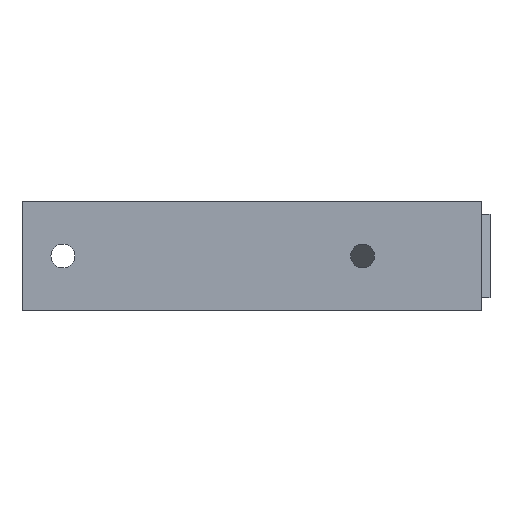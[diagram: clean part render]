
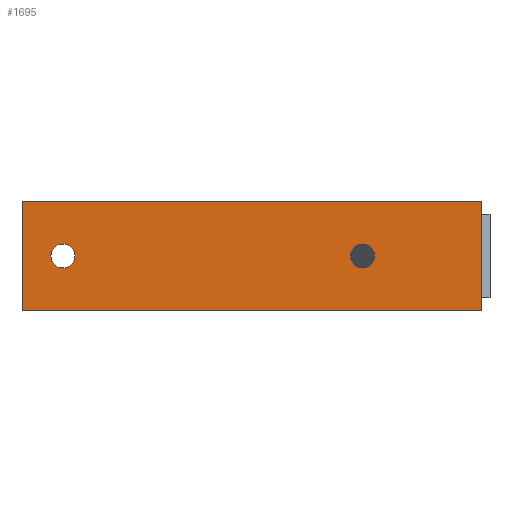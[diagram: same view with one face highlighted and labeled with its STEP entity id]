
A CAD part, left-side view. The second image highlights one B-rep face of the part: STEP entity #1695.
In plain terms, the highlighted planar face has unit normal (-1, 0, 0).
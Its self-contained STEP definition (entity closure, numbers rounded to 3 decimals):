
#126 = ORIENTED_EDGE ( 'NONE', *, *, #7601, .F. ) ;
#255 = VECTOR ( 'NONE', #1796, 1000. ) ;
#350 = CARTESIAN_POINT ( 'NONE',  ( 0., 94.5, 0. ) ) ;
#420 = AXIS2_PLACEMENT_3D ( 'NONE', #350, #5904, #3137 ) ;
#483 = CARTESIAN_POINT ( 'NONE',  ( 0., -55.5, 6. ) ) ;
#636 = DIRECTION ( 'NONE',  ( -1., 0., 0. ) ) ;
#667 = VERTEX_POINT ( 'NONE', #6578 ) ;
#711 = FACE_BOUND ( 'NONE', #963, .T. ) ;
#762 = EDGE_CURVE ( 'NONE', #7672, #8441, #8927, .T. ) ;
#963 = EDGE_LOOP ( 'NONE', ( #2096, #4014 ) ) ;
#1172 = DIRECTION ( 'NONE',  ( 0., 1., 0. ) ) ;
#1272 = CIRCLE ( 'NONE', #420, 6. ) ;
#1345 = FACE_BOUND ( 'NONE', #8878, .T. ) ;
#1565 = CARTESIAN_POINT ( 'NONE',  ( 0., -55.5, 0. ) ) ;
#1695 = ADVANCED_FACE ( 'NONE', ( #711, #1345, #3506 ), #6263, .T. ) ;
#1796 = DIRECTION ( 'NONE',  ( 0., -1., 0. ) ) ;
#1821 = DIRECTION ( 'NONE',  ( -1., 0., 0. ) ) ;
#1899 = ORIENTED_EDGE ( 'NONE', *, *, #5350, .F. ) ;
#2040 = CARTESIAN_POINT ( 'NONE',  ( 0., -55.5, -6. ) ) ;
#2096 = ORIENTED_EDGE ( 'NONE', *, *, #8007, .F. ) ;
#2104 = DIRECTION ( 'NONE',  ( 0., 0., 1. ) ) ;
#2323 = AXIS2_PLACEMENT_3D ( 'NONE', #6318, #636, #5653 ) ;
#2390 = DIRECTION ( 'NONE',  ( -1., 0., 0. ) ) ;
#2554 = EDGE_CURVE ( 'NONE', #8555, #7914, #4339, .T. ) ;
#3057 = CARTESIAN_POINT ( 'NONE',  ( 0., -115., 27.5 ) ) ;
#3137 = DIRECTION ( 'NONE',  ( 0., 0., 1. ) ) ;
#3207 = CARTESIAN_POINT ( 'NONE',  ( 0., -115., -27.5 ) ) ;
#3506 = FACE_OUTER_BOUND ( 'NONE', #3831, .T. ) ;
#3555 = AXIS2_PLACEMENT_3D ( 'NONE', #1565, #2390, #6410 ) ;
#3831 = EDGE_LOOP ( 'NONE', ( #7314, #4132, #126, #1899 ) ) ;
#3873 = VERTEX_POINT ( 'NONE', #3057 ) ;
#4014 = ORIENTED_EDGE ( 'NONE', *, *, #762, .F. ) ;
#4101 = DIRECTION ( 'NONE',  ( -1., 0., 0. ) ) ;
#4132 = ORIENTED_EDGE ( 'NONE', *, *, #7414, .F. ) ;
#4339 = CIRCLE ( 'NONE', #2323, 6. ) ;
#4491 = VECTOR ( 'NONE', #1172, 1000. ) ;
#4673 = EDGE_CURVE ( 'NONE', #667, #7788, #4685, .T. ) ;
#4685 = LINE ( 'NONE', #3207, #4491 ) ;
#4857 = VECTOR ( 'NONE', #6365, 1000. ) ;
#5047 = ORIENTED_EDGE ( 'NONE', *, *, #2554, .F. ) ;
#5091 = CARTESIAN_POINT ( 'NONE',  ( 0., 115., -27.5 ) ) ;
#5350 = EDGE_CURVE ( 'NONE', #7788, #7594, #6436, .T. ) ;
#5398 = CARTESIAN_POINT ( 'NONE',  ( 0., 94.5, 0. ) ) ;
#5609 = AXIS2_PLACEMENT_3D ( 'NONE', #5398, #1821, #7988 ) ;
#5653 = DIRECTION ( 'NONE',  ( 0., 0., 1. ) ) ;
#5724 = LINE ( 'NONE', #8486, #4857 ) ;
#5790 = VECTOR ( 'NONE', #7846, 1000. ) ;
#5904 = DIRECTION ( 'NONE',  ( -1., 0., 0. ) ) ;
#5963 = CARTESIAN_POINT ( 'NONE',  ( 0., 115., 27.5 ) ) ;
#6018 = CIRCLE ( 'NONE', #3555, 6. ) ;
#6263 = PLANE ( 'NONE',  #6347 ) ;
#6318 = CARTESIAN_POINT ( 'NONE',  ( 0., -55.5, 0. ) ) ;
#6347 = AXIS2_PLACEMENT_3D ( 'NONE', #7493, #4101, #2104 ) ;
#6365 = DIRECTION ( 'NONE',  ( 0., 0., -1. ) ) ;
#6410 = DIRECTION ( 'NONE',  ( 0., 0., 1. ) ) ;
#6436 = LINE ( 'NONE', #8336, #5790 ) ;
#6554 = CARTESIAN_POINT ( 'NONE',  ( 0., -115., 27.5 ) ) ;
#6578 = CARTESIAN_POINT ( 'NONE',  ( 0., -115., -27.5 ) ) ;
#6686 = LINE ( 'NONE', #6554, #255 ) ;
#6874 = CARTESIAN_POINT ( 'NONE',  ( 0., 94.5, 6. ) ) ;
#7314 = ORIENTED_EDGE ( 'NONE', *, *, #4673, .F. ) ;
#7335 = ORIENTED_EDGE ( 'NONE', *, *, #7455, .F. ) ;
#7414 = EDGE_CURVE ( 'NONE', #3873, #667, #5724, .T. ) ;
#7455 = EDGE_CURVE ( 'NONE', #7914, #8555, #6018, .T. ) ;
#7493 = CARTESIAN_POINT ( 'NONE',  ( 0., 0., 0. ) ) ;
#7594 = VERTEX_POINT ( 'NONE', #5963 ) ;
#7601 = EDGE_CURVE ( 'NONE', #7594, #3873, #6686, .T. ) ;
#7672 = VERTEX_POINT ( 'NONE', #8845 ) ;
#7788 = VERTEX_POINT ( 'NONE', #5091 ) ;
#7846 = DIRECTION ( 'NONE',  ( 0., 0., 1. ) ) ;
#7914 = VERTEX_POINT ( 'NONE', #483 ) ;
#7988 = DIRECTION ( 'NONE',  ( 0., 0., 1. ) ) ;
#8007 = EDGE_CURVE ( 'NONE', #8441, #7672, #1272, .T. ) ;
#8336 = CARTESIAN_POINT ( 'NONE',  ( 0., 115., 27.5 ) ) ;
#8441 = VERTEX_POINT ( 'NONE', #6874 ) ;
#8486 = CARTESIAN_POINT ( 'NONE',  ( 0., -115., 27.5 ) ) ;
#8555 = VERTEX_POINT ( 'NONE', #2040 ) ;
#8845 = CARTESIAN_POINT ( 'NONE',  ( 0., 94.5, -6. ) ) ;
#8878 = EDGE_LOOP ( 'NONE', ( #7335, #5047 ) ) ;
#8927 = CIRCLE ( 'NONE', #5609, 6. ) ;
